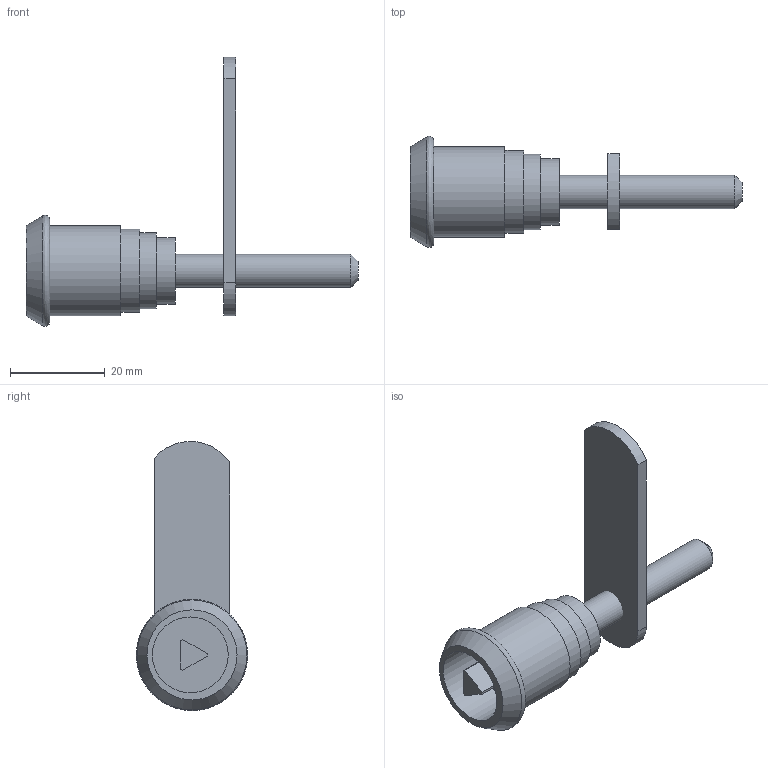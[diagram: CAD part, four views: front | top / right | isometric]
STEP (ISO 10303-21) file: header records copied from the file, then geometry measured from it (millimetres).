
FILE_DESCRIPTION(('STEP AP203'),'2;1');
FILE_NAME('24.001.00.stp','2011-03-21T16:09:42',(''),(''),'2009.3.110','THINKDESIGN','');
FILE_SCHEMA(('CONFIG_CONTROL_DESIGN'));
Length unit declared in the file: millimetre
Bounding box: 70 x 23.47 x 56.73 mm (x, y, z)
Volume: 10127.6 mm3; surface area: 6043.5 mm2
Topology: 2 solids, 2 shells, 32 faces, 77 edges, 56 vertices
Faces by surface type: plane 20, cylinder 9, bspline 3
Full cylindrical faces by diameter (mm): 7 x1, 14 x1, 16 x2, 17.5 x1, 19 x1
Entity records: 1196 total; most frequent: CARTESIAN_POINT 309, DIRECTION 174, ORIENTED_EDGE 154, EDGE_CURVE 77, AXIS2_PLACEMENT_3D 68, VERTEX_POINT 56, CIRCLE 39, EDGE_LOOP 39
